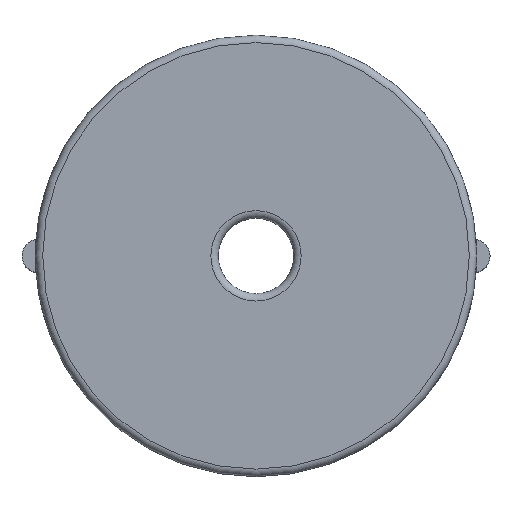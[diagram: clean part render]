
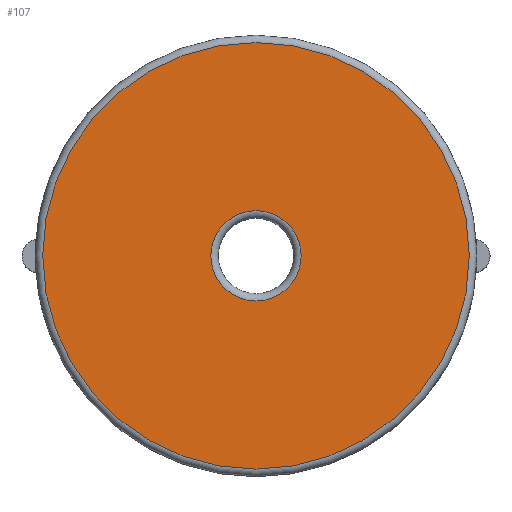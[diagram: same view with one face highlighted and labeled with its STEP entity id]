
A CAD part, top view. The second image highlights one B-rep face of the part: STEP entity #107.
In plain terms, the highlighted planar face has unit normal (0, 0, 1).
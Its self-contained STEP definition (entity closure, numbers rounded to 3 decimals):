
#12=DIRECTION('',(0.,0.,1.));
#23=VERTEX_POINT('',#24);
#24=CARTESIAN_POINT('',(29.05,0.,10.6));
#29=DIRECTION('',(1.,0.,0.));
#36=ORIENTED_EDGE('',*,*,#37,.F.);
#37=EDGE_CURVE('',#23,#23,#38,.T.);
#38=CIRCLE('',#39,14.4);
#39=AXIS2_PLACEMENT_3D('',#40,#12,#29);
#40=CARTESIAN_POINT('',(14.65,0.,10.6));
#54=DIRECTION('',(0.,0.,-1.));
#107=ADVANCED_FACE('',(#108,#115),#117,.F.);
#108=FACE_BOUND('',#109,.F.);
#109=EDGE_LOOP('',(#110));
#110=ORIENTED_EDGE('',*,*,#111,.T.);
#111=EDGE_CURVE('',#112,#112,#114,.T.);
#112=VERTEX_POINT('',#113);
#113=CARTESIAN_POINT('',(17.7,0.,10.6));
#114=CIRCLE('',#39,3.05);
#115=FACE_BOUND('',#116,.F.);
#116=EDGE_LOOP('',(#36));
#117=PLANE('',#118);
#118=AXIS2_PLACEMENT_3D('',#119,#54,#120);
#119=CARTESIAN_POINT('',(29.55,0.,10.6));
#120=DIRECTION('',(-1.,0.,0.));
